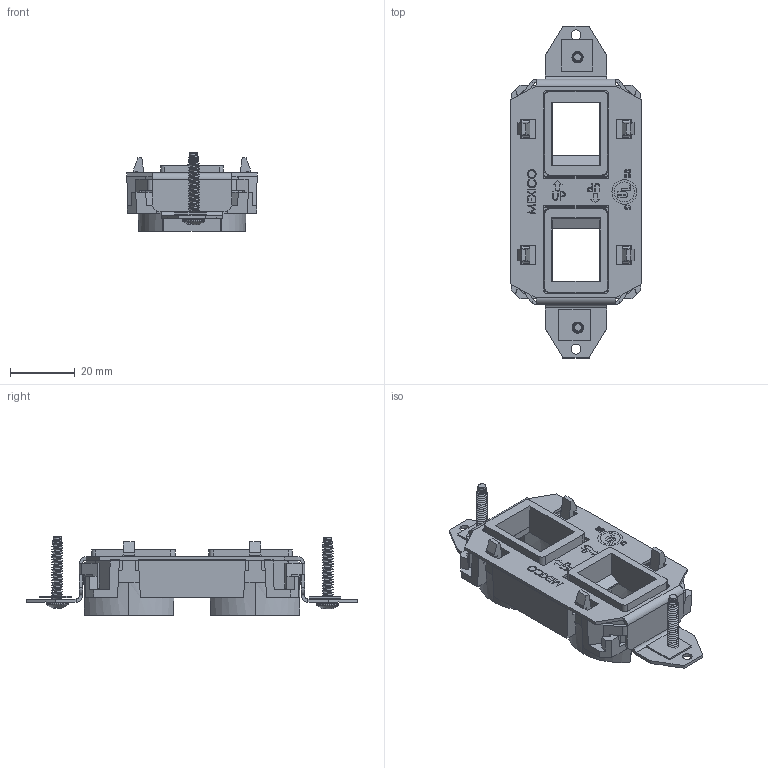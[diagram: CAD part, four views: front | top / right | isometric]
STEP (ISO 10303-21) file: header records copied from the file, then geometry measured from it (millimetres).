
FILE_DESCRIPTION (( 'STEP AP214' ), '1' );
FILE_NAME ('ORC6935-M01.STEP', '2025-09-30T20:15:21', ( '' ), ( '' ), 'SwSTEP 2.0', 'SolidWorks 2024', '' );
FILE_SCHEMA (( 'AUTOMOTIVE_DESIGN' ));
Length unit declared in the file: inch
Products named in the file (1): ORC6935-M01
Bounding box: 40.13 x 102.31 x 24.34 mm (x, y, z)
Volume: 16594.8 mm3; surface area: 20754.1 mm2
Topology: 6 solids, 6 shells, 633 faces, 1911 edges, 1332 vertices
Faces by surface type: plane 511, cylinder 56, cone 38, bspline 28
Entity records: 29523 total; most frequent: CARTESIAN_POINT 12517, ORIENTED_EDGE 3822, DIRECTION 3062, EDGE_CURVE 1911, VECTOR 1482, LINE 1482, VERTEX_POINT 1332, AXIS2_PLACEMENT_3D 790
